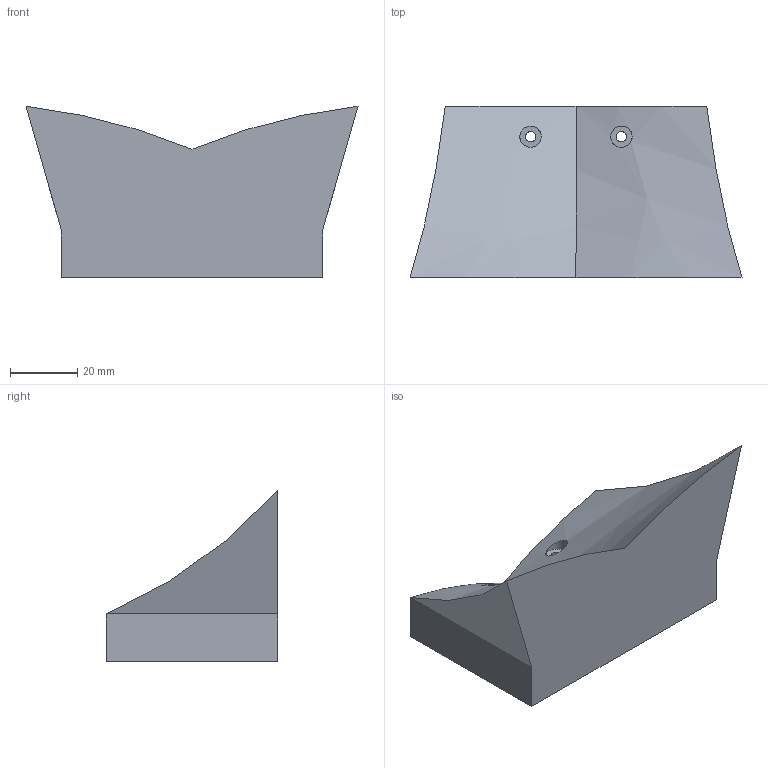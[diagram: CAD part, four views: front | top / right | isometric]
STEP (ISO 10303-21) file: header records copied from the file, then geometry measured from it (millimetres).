
FILE_DESCRIPTION(/* description */ (''),/* implementation_level */ '2;1');
FILE_NAME(/* name */ 'plow.stp',/* time_stamp */ '2014-01-30T14:47:52-08:00',/* author */ ('tviehouser'),/* organization */ (''),/* preprocessor_version */ 'ST-DEVELOPER v15.2',/* originating_system */ 'Autodesk Inventor 2014',/* authorisation */ '');
FILE_SCHEMA (('AUTOMOTIVE_DESIGN { 1 0 10303 214 3 1 1 }'));
Length unit declared in the file: inch
Products named in the file (1): plow3
Bounding box: 98.42 x 50.8 x 50.8 mm (x, y, z)
Volume: 96582.4 mm3; surface area: 17324 mm2
Topology: 1 solids, 1 shells, 16 faces, 34 edges, 22 vertices
Faces by surface type: plane 10, cylinder 4, bspline 2
Full cylindrical faces by diameter (mm): 3.048 x2, 6.35 x2
Entity records: 525 total; most frequent: CARTESIAN_POINT 180, DIRECTION 65, ORIENTED_EDGE 56, EDGE_CURVE 28, EDGE_LOOP 26, AXIS2_PLACEMENT_3D 26, VERTEX_POINT 20, ADVANCED_FACE 16
